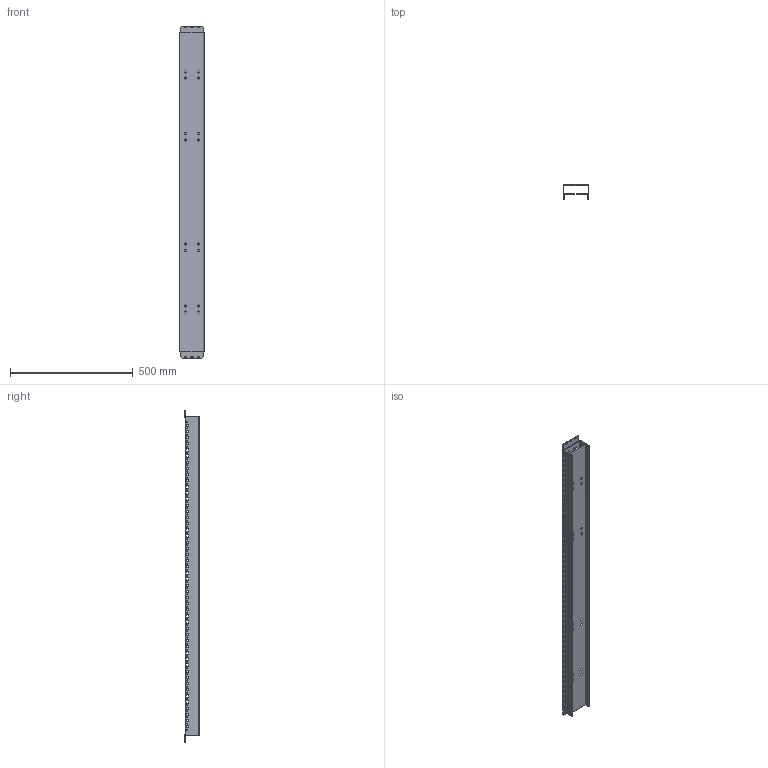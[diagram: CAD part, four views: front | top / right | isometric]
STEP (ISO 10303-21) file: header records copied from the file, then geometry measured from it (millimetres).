
FILE_DESCRIPTION (( 'STEP AP214' ), '1' );
FILE_NAME ('602.140.STEP', '2024-09-17T11:15:59', ( '' ), ( '' ), 'SwSTEP 2.0', 'SolidWorks 2021', '' );
FILE_SCHEMA (( 'AUTOMOTIVE_DESIGN' ));
Length unit declared in the file: millimetre
Products named in the file (3): 602.140-01; 602.140; 602.140-02
Assembly tree (2 placements, depth 2):
  602.140
    602.140-01
    602.140-02
Bounding box: 100 x 59.23 x 1350 mm (x, y, z)
Volume: 542093.2 mm3; surface area: 925860.2 mm2
Topology: 2 solids, 2 shells, 1645 faces, 4851 edges, 3210 vertices
Faces by surface type: plane 977, cylinder 653, bspline 15
Entity records: 57516 total; most frequent: CARTESIAN_POINT 10279, ORIENTED_EDGE 9702, DIRECTION 9385, EDGE_CURVE 4851, LINE 3503, VECTOR 3503, VERTEX_POINT 3210, AXIS2_PLACEMENT_3D 2941
